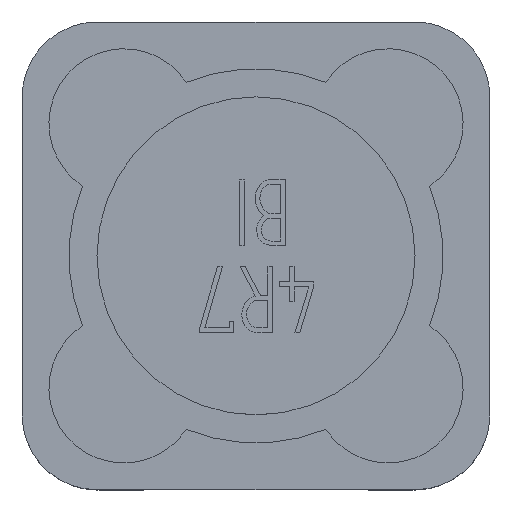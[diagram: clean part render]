
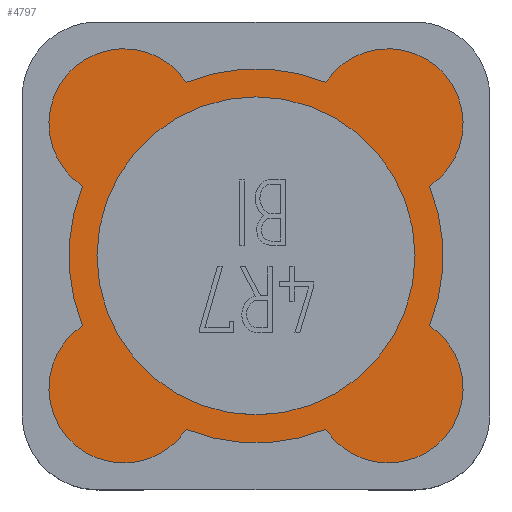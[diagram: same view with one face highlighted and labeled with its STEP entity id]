
A CAD part, top view. The second image highlights one B-rep face of the part: STEP entity #4797.
In plain terms, the highlighted planar face has unit normal (0, 0, 1).
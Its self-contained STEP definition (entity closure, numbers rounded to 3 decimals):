
#144=PLANE('',#5076);
#1248=ORIENTED_EDGE('',*,*,#2225,.T.);
#1249=ORIENTED_EDGE('',*,*,#2211,.F.);
#1250=ORIENTED_EDGE('',*,*,#2226,.F.);
#1251=ORIENTED_EDGE('',*,*,#2223,.F.);
#1252=ORIENTED_EDGE('',*,*,#2221,.F.);
#1253=ORIENTED_EDGE('',*,*,#2219,.F.);
#1254=ORIENTED_EDGE('',*,*,#2217,.F.);
#1255=ORIENTED_EDGE('',*,*,#2215,.F.);
#1256=ORIENTED_EDGE('',*,*,#2213,.F.);
#2211=EDGE_CURVE('',#2695,#2696,#2893,.T.);
#2213=EDGE_CURVE('',#2696,#2697,#2894,.T.);
#2215=EDGE_CURVE('',#2697,#2698,#2895,.T.);
#2217=EDGE_CURVE('',#2698,#2699,#2896,.T.);
#2219=EDGE_CURVE('',#2699,#2700,#2897,.T.);
#2221=EDGE_CURVE('',#2700,#2701,#2898,.T.);
#2223=EDGE_CURVE('',#2701,#2702,#2899,.T.);
#2225=EDGE_CURVE('',#2703,#2703,#2900,.T.);
#2226=EDGE_CURVE('',#2702,#2695,#2901,.T.);
#2695=VERTEX_POINT('',#6747);
#2696=VERTEX_POINT('',#6749);
#2697=VERTEX_POINT('',#6753);
#2698=VERTEX_POINT('',#6757);
#2699=VERTEX_POINT('',#6761);
#2700=VERTEX_POINT('',#6765);
#2701=VERTEX_POINT('',#6769);
#2702=VERTEX_POINT('',#6773);
#2703=VERTEX_POINT('',#6777);
#2893=CIRCLE('',#5059,5.);
#2894=CIRCLE('',#5061,2.);
#2895=CIRCLE('',#5063,5.);
#2896=CIRCLE('',#5065,2.);
#2897=CIRCLE('',#5067,5.);
#2898=CIRCLE('',#5069,2.);
#2899=CIRCLE('',#5071,5.);
#2900=CIRCLE('',#5073,4.25);
#2901=CIRCLE('',#5075,2.);
#2985=EDGE_LOOP('',(#1248));
#2986=EDGE_LOOP('',(#1249,#1250,#1251,#1252,#1253,#1254,#1255,#1256));
#3196=FACE_BOUND('',#2985,.T.);
#3197=FACE_BOUND('',#2986,.T.);
#4797=ADVANCED_FACE('',(#3196,#3197),#144,.F.);
#5059=AXIS2_PLACEMENT_3D('',#6748,#5602,#5603);
#5061=AXIS2_PLACEMENT_3D('',#6752,#5607,#5608);
#5063=AXIS2_PLACEMENT_3D('',#6756,#5612,#5613);
#5065=AXIS2_PLACEMENT_3D('',#6760,#5617,#5618);
#5067=AXIS2_PLACEMENT_3D('',#6764,#5622,#5623);
#5069=AXIS2_PLACEMENT_3D('',#6768,#5627,#5628);
#5071=AXIS2_PLACEMENT_3D('',#6772,#5632,#5633);
#5073=AXIS2_PLACEMENT_3D('',#6776,#5637,#5638);
#5075=AXIS2_PLACEMENT_3D('',#6779,#5641,#5642);
#5076=AXIS2_PLACEMENT_3D('',#6780,#5643,#5644);
#5602=DIRECTION('',(0.,0.,-1.));
#5603=DIRECTION('',(1.,0.,0.));
#5607=DIRECTION('',(0.,0.,-1.));
#5608=DIRECTION('',(1.,0.,0.));
#5612=DIRECTION('',(0.,0.,-1.));
#5613=DIRECTION('',(1.,0.,0.));
#5617=DIRECTION('',(0.,0.,-1.));
#5618=DIRECTION('',(1.,0.,0.));
#5622=DIRECTION('',(0.,0.,-1.));
#5623=DIRECTION('',(1.,0.,0.));
#5627=DIRECTION('',(0.,0.,-1.));
#5628=DIRECTION('',(-1.,0.,0.));
#5632=DIRECTION('',(0.,0.,-1.));
#5633=DIRECTION('',(-1.,0.,0.));
#5637=DIRECTION('',(0.,0.,-1.));
#5638=DIRECTION('',(1.,0.,0.));
#5641=DIRECTION('',(0.,0.,-1.));
#5642=DIRECTION('',(-1.,0.,0.));
#5643=DIRECTION('',(0.,0.,-1.));
#5644=DIRECTION('',(-1.,0.,0.));
#6747=CARTESIAN_POINT('',(1.867,-4.638,0.));
#6748=CARTESIAN_POINT('',(0.,0.,0.));
#6749=CARTESIAN_POINT('',(-1.867,-4.638,0.));
#6752=CARTESIAN_POINT('',(-3.536,-3.536,0.));
#6753=CARTESIAN_POINT('',(-4.638,-1.867,0.));
#6756=CARTESIAN_POINT('',(0.,0.,0.));
#6757=CARTESIAN_POINT('',(-4.638,1.867,0.));
#6760=CARTESIAN_POINT('',(-3.536,3.536,0.));
#6761=CARTESIAN_POINT('',(-1.867,4.638,0.));
#6764=CARTESIAN_POINT('',(0.,0.,0.));
#6765=CARTESIAN_POINT('',(1.867,4.638,0.));
#6768=CARTESIAN_POINT('',(3.536,3.536,0.));
#6769=CARTESIAN_POINT('',(4.638,1.867,0.));
#6772=CARTESIAN_POINT('',(0.,0.,0.));
#6773=CARTESIAN_POINT('',(4.638,-1.867,0.));
#6776=CARTESIAN_POINT('',(0.,0.,0.));
#6777=CARTESIAN_POINT('',(4.25,0.,0.));
#6779=CARTESIAN_POINT('',(3.536,-3.536,0.));
#6780=CARTESIAN_POINT('',(-1.768,-1.768,0.));
